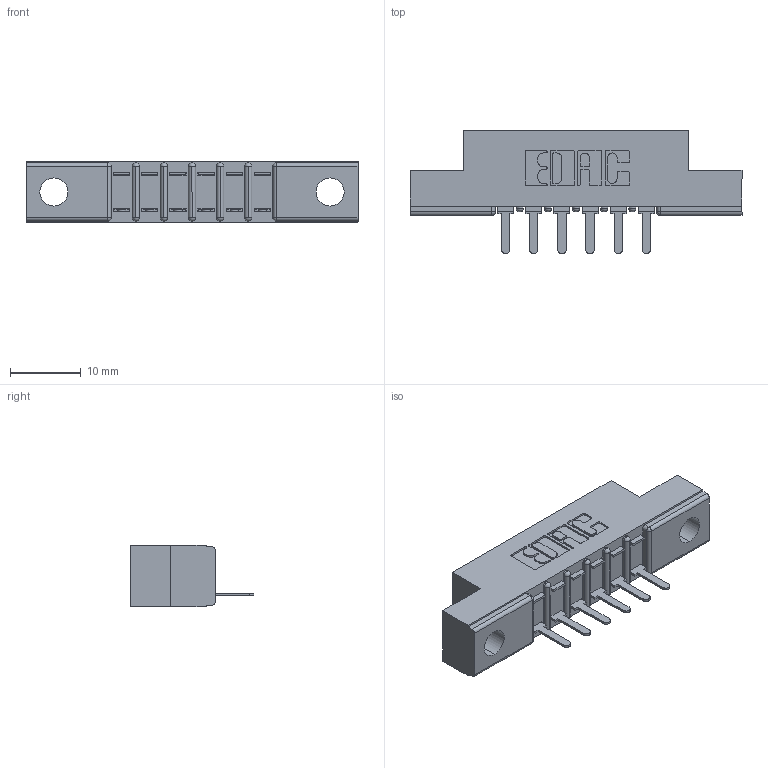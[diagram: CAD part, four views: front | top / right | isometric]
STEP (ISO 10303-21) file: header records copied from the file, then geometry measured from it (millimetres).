
FILE_DESCRIPTION (( 'STEP AP203' ), '1' );
FILE_NAME ('307-006-521-102.STEP', '2019-09-04T17:47:27', ( '' ), ( '' ), 'SwSTEP 2.0', 'SolidWorks 2016', '' );
FILE_SCHEMA (( 'CONFIG_CONTROL_DESIGN' ));
Length unit declared in the file: inch
Products named in the file (3): 307-290-002_521; 307 Part_.128 Dia Mounting Holes; 307-006-521-102
Assembly tree (7 placements, depth 2):
  307-006-521-102
    307 Part_.128 Dia Mounting Holes
    307-290-002_521  x6
Bounding box: 46.79 x 17.42 x 8.71 mm (x, y, z)
Volume: 2992.9 mm3; surface area: 4405.7 mm2
Topology: 7 solids, 7 shells, 569 faces, 1715 edges, 1122 vertices
Faces by surface type: plane 340, cylinder 215, sphere 14
Entity records: 10302 total; most frequent: CARTESIAN_POINT 1732, ORIENTED_EDGE 1722, DIRECTION 1699, EDGE_CURVE 861, LINE 641, VECTOR 641, VERTEX_POINT 562, AXIS2_PLACEMENT_3D 529
